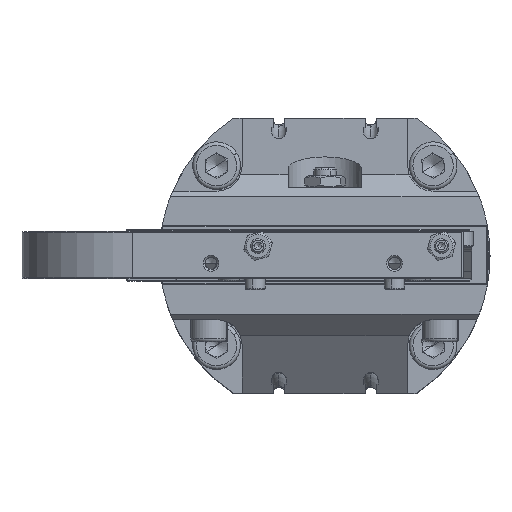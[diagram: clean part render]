
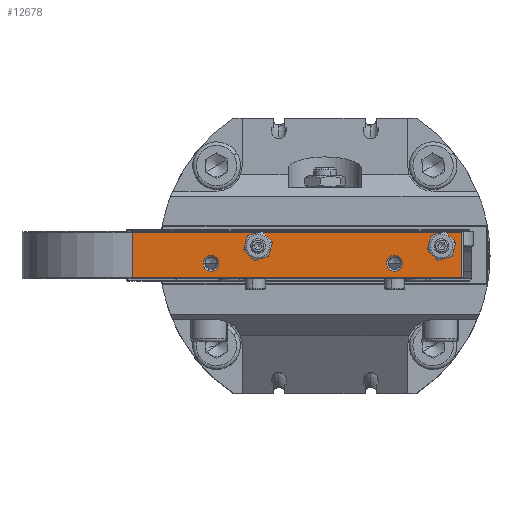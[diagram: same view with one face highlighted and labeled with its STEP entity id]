
A CAD part, top view. The second image highlights one B-rep face of the part: STEP entity #12678.
In plain terms, the highlighted planar face has unit normal (0, 0, 1).
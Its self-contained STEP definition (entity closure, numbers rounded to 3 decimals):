
#9122=LINE('',#52901,#10983);
#9186=LINE('',#53053,#11047);
#9308=LINE('',#53365,#11169);
#9378=LINE('',#53615,#11239);
#10983=VECTOR('',#35888,1.);
#11047=VECTOR('',#36026,1.);
#11169=VECTOR('',#36334,1.);
#11239=VECTOR('',#36560,1.);
#12678=ADVANCED_FACE('',(#14105,#14106,#14107,#14108,#14109),#13682,.F.);
#13682=PLANE('',#30890);
#14105=FACE_BOUND('',#15184,.T.);
#14106=FACE_BOUND('',#15185,.T.);
#14107=FACE_BOUND('',#15186,.T.);
#14108=FACE_BOUND('',#15187,.T.);
#14109=FACE_BOUND('',#15188,.T.);
#15184=EDGE_LOOP('',(#20094,#20095));
#15185=EDGE_LOOP('',(#20096,#20097));
#15186=EDGE_LOOP('',(#20098,#20099));
#15187=EDGE_LOOP('',(#20100,#20101));
#15188=EDGE_LOOP('',(#20102,#20103,#20104,#20105));
#20094=ORIENTED_EDGE('',*,*,#26381,.T.);
#20095=ORIENTED_EDGE('',*,*,#26361,.T.);
#20096=ORIENTED_EDGE('',*,*,#26459,.T.);
#20097=ORIENTED_EDGE('',*,*,#26439,.T.);
#20098=ORIENTED_EDGE('',*,*,#26888,.T.);
#20099=ORIENTED_EDGE('',*,*,#26808,.T.);
#20100=ORIENTED_EDGE('',*,*,#26889,.T.);
#20101=ORIENTED_EDGE('',*,*,#26804,.T.);
#20102=ORIENTED_EDGE('',*,*,#26778,.T.);
#20103=ORIENTED_EDGE('',*,*,#26622,.T.);
#20104=ORIENTED_EDGE('',*,*,#26887,.F.);
#20105=ORIENTED_EDGE('',*,*,#26546,.T.);
#23660=VERTEX_POINT('',#52415);
#23662=VERTEX_POINT('',#52418);
#23708=VERTEX_POINT('',#52633);
#23710=VERTEX_POINT('',#52636);
#23771=VERTEX_POINT('',#52894);
#23773=VERTEX_POINT('',#52900);
#23822=VERTEX_POINT('',#53046);
#23824=VERTEX_POINT('',#53052);
#23933=VERTEX_POINT('',#53409);
#23935=VERTEX_POINT('',#53413);
#23937=VERTEX_POINT('',#53418);
#23939=VERTEX_POINT('',#53422);
#26361=EDGE_CURVE('',#23662,#23660,#28601,.T.);
#26381=EDGE_CURVE('',#23660,#23662,#28605,.T.);
#26439=EDGE_CURVE('',#23710,#23708,#28625,.T.);
#26459=EDGE_CURVE('',#23708,#23710,#28629,.T.);
#26546=EDGE_CURVE('',#23771,#23773,#9122,.T.);
#26622=EDGE_CURVE('',#23822,#23824,#9186,.T.);
#26778=EDGE_CURVE('',#23773,#23822,#9308,.T.);
#26804=EDGE_CURVE('',#23933,#23935,#28706,.T.);
#26808=EDGE_CURVE('',#23937,#23939,#28708,.T.);
#26887=EDGE_CURVE('',#23771,#23824,#9378,.T.);
#26888=EDGE_CURVE('',#23939,#23937,#28740,.T.);
#26889=EDGE_CURVE('',#23935,#23933,#28741,.T.);
#28601=CIRCLE('',#30547,3.125);
#28605=CIRCLE('',#30559,3.125);
#28625=CIRCLE('',#30603,3.125);
#28629=CIRCLE('',#30615,3.125);
#28706=CIRCLE('',#30821,2.15);
#28708=CIRCLE('',#30824,2.15);
#28740=CIRCLE('',#30888,2.15);
#28741=CIRCLE('',#30889,2.15);
#30547=AXIS2_PLACEMENT_3D('',#52417,#35518,#35519);
#30559=AXIS2_PLACEMENT_3D('',#52500,#35549,#35550);
#30603=AXIS2_PLACEMENT_3D('',#52635,#35672,#35673);
#30615=AXIS2_PLACEMENT_3D('',#52718,#35703,#35704);
#30821=AXIS2_PLACEMENT_3D('',#53414,#36381,#36382);
#30824=AXIS2_PLACEMENT_3D('',#53423,#36389,#36390);
#30888=AXIS2_PLACEMENT_3D('',#53617,#36563,#36564);
#30889=AXIS2_PLACEMENT_3D('',#53618,#36565,#36566);
#30890=AXIS2_PLACEMENT_3D('',#53619,#36567,#36568);
#35518=DIRECTION('',(0.,0.,-1.));
#35519=DIRECTION('',(-0.965,-0.261,0.));
#35549=DIRECTION('',(0.,0.,-1.));
#35550=DIRECTION('',(-0.965,-0.261,0.));
#35672=DIRECTION('',(0.,0.,-1.));
#35673=DIRECTION('',(-0.965,-0.261,0.));
#35703=DIRECTION('',(0.,0.,-1.));
#35704=DIRECTION('',(-0.965,-0.261,0.));
#35888=DIRECTION('',(1.,0.,0.));
#36026=DIRECTION('',(-1.,0.,0.));
#36334=DIRECTION('',(0.,1.,0.));
#36381=DIRECTION('',(0.,0.,-1.));
#36382=DIRECTION('',(0.,1.,0.));
#36389=DIRECTION('',(0.,0.,-1.));
#36390=DIRECTION('',(0.,1.,0.));
#36560=DIRECTION('',(0.,1.,0.));
#36563=DIRECTION('',(0.,0.,-1.));
#36564=DIRECTION('',(0.,1.,0.));
#36565=DIRECTION('',(0.,0.,-1.));
#36566=DIRECTION('',(0.,1.,0.));
#36567=DIRECTION('',(0.,0.,-1.));
#36568=DIRECTION('',(0.,-1.,0.));
#52415=CARTESIAN_POINT('',(28.783,1.534,99.));
#52417=CARTESIAN_POINT('',(31.8,2.35,99.));
#52418=CARTESIAN_POINT('',(34.817,3.166,99.));
#52500=CARTESIAN_POINT('',(31.8,2.35,99.));
#52633=CARTESIAN_POINT('',(-21.217,1.534,99.));
#52635=CARTESIAN_POINT('',(-18.2,2.35,99.));
#52636=CARTESIAN_POINT('',(-15.183,3.166,99.));
#52718=CARTESIAN_POINT('',(-18.2,2.35,99.));
#52894=CARTESIAN_POINT('',(-52.5,-6.15,99.));
#52900=CARTESIAN_POINT('',(37.3,-6.15,99.));
#52901=CARTESIAN_POINT('',(37.3,-6.15,99.));
#53046=CARTESIAN_POINT('',(37.3,6.15,99.));
#53052=CARTESIAN_POINT('',(-52.5,6.15,99.));
#53053=CARTESIAN_POINT('',(-52.5,6.15,99.));
#53365=CARTESIAN_POINT('',(37.3,-8.,99.));
#53409=CARTESIAN_POINT('',(-31.,-0.2,99.));
#53413=CARTESIAN_POINT('',(-31.,-4.5,99.));
#53414=CARTESIAN_POINT('',(-31.,-2.35,99.));
#53418=CARTESIAN_POINT('',(19.,-0.2,99.));
#53422=CARTESIAN_POINT('',(19.,-4.5,99.));
#53423=CARTESIAN_POINT('',(19.,-2.35,99.));
#53615=CARTESIAN_POINT('',(-52.5,-8.,99.));
#53617=CARTESIAN_POINT('',(19.,-2.35,99.));
#53618=CARTESIAN_POINT('',(-31.,-2.35,99.));
#53619=CARTESIAN_POINT('',(37.8,-8.,99.));
